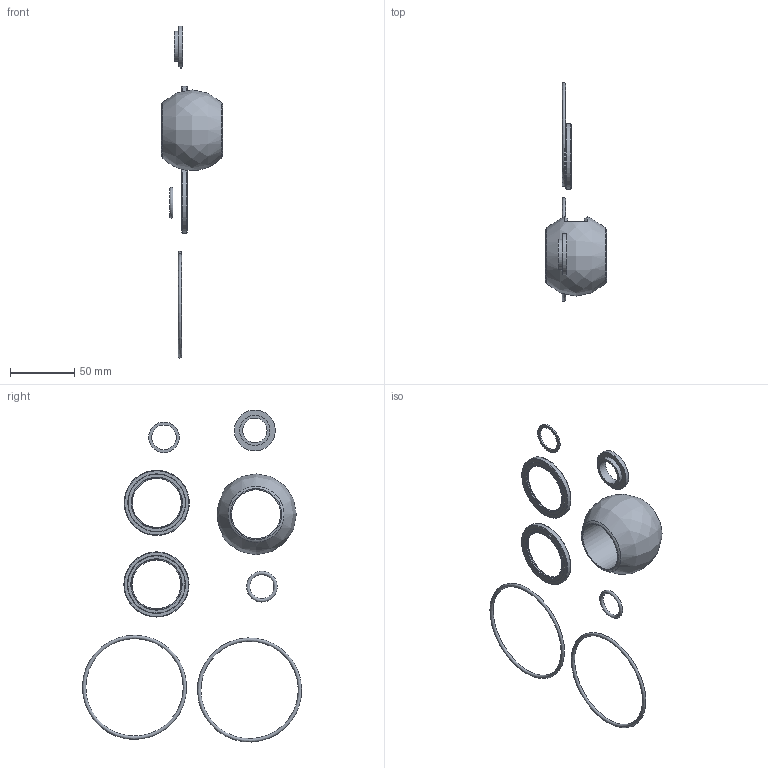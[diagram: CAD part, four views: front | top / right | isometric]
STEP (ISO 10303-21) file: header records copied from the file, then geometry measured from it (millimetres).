
FILE_DESCRIPTION(/* description */ ('VALVE REPAIR KIT 1-1/4" FP TO 2"'),/* implementation_level */ '2;1');
FILE_NAME(/* name */ 'V20200.stp',/* time_stamp */ '2020-04-24T08:53:32-04:00',/* author */ ('DMK'),/* organization */ (''),/* preprocessor_version */ 'ST-DEVELOPER v17.2',/* originating_system */ 'Autodesk Inventor 2019',/* authorisation */ '');
FILE_SCHEMA (('AUTOMOTIVE_DESIGN { 1 0 10303 214 3 1 1 }'));
Length unit declared in the file: inch
Products named in the file (9): V20200; V20060; V20159; V20163; V20255A; V20255AM; V20255AX; V20258A; V20264
Assembly tree (10 placements, depth 4):
  V20200
    V20060
    V20159
    V20163
    V20255A
      V20255AM
        V20255AX
    V20258A  x2
    V20264  x2
Bounding box: 47.55 x 170.69 x 258.58 mm (x, y, z)
Volume: 73776.3 mm3; surface area: 28333.6 mm2
Topology: 8 solids, 8 shells, 85 faces, 231 edges, 164 vertices
Faces by surface type: plane 38, cylinder 17, torus 15, cone 12, bspline 3
Full cylindrical faces by diameter (mm): 19.05 x1, 19.075 x1, 23.495 x1, 23.812 x1, 31.877 x1, 38.1 x3, 39.776 x2, 41.046 x2, 44.856 x2, 50.8 x2
Entity records: 2627 total; most frequent: CARTESIAN_POINT 548, DIRECTION 407, ORIENTED_EDGE 350, EDGE_CURVE 175, AXIS2_PLACEMENT_3D 171, VERTEX_POINT 123, CIRCLE 88, EDGE_LOOP 78
